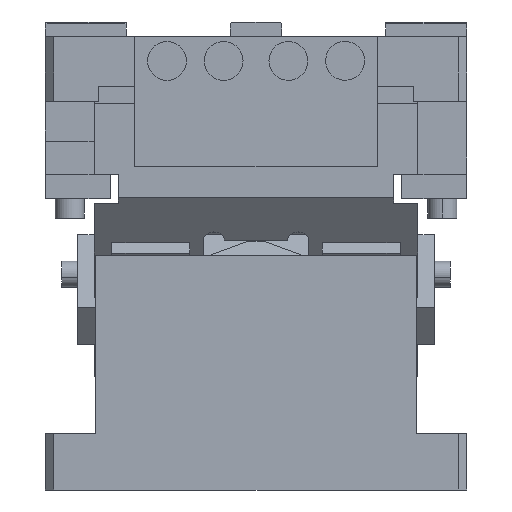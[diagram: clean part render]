
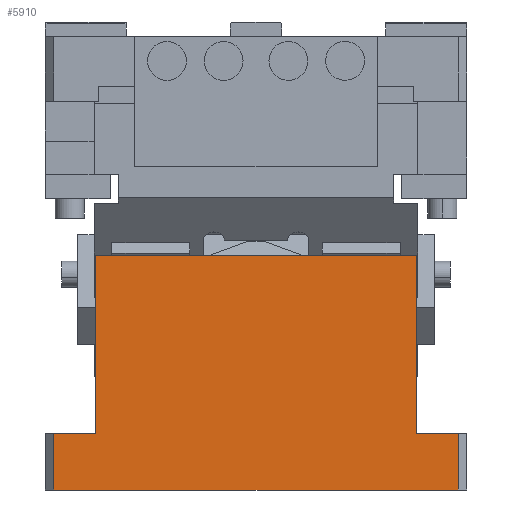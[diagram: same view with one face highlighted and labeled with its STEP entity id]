
A CAD part, left-side view. The second image highlights one B-rep face of the part: STEP entity #5910.
In plain terms, the highlighted planar face has unit normal (-1, 0, 0).
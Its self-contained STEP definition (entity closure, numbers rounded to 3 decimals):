
#5468=CARTESIAN_POINT('Vertex',(10.,99.,-135.)) ;
#5471=CARTESIAN_POINT('Line Origine',(10.,0.,-135.)) ;
#5475=CARTESIAN_POINT('Vertex',(10.,-99.,-135.)) ;
#5834=CARTESIAN_POINT('Vertex',(10.,99.,-245.)) ;
#5837=CARTESIAN_POINT('Line Origine',(10.,99.,-190.)) ;
#5855=CARTESIAN_POINT('Axis2P3D Location',(10.,130.,-280.)) ;
#5860=CARTESIAN_POINT('Line Origine',(10.,-99.,-190.)) ;
#5864=CARTESIAN_POINT('Vertex',(10.,-99.,-245.)) ;
#5867=CARTESIAN_POINT('Line Origine',(10.,112.,-245.)) ;
#5871=CARTESIAN_POINT('Vertex',(10.,125.,-245.)) ;
#5874=CARTESIAN_POINT('Line Origine',(10.,125.,-262.5)) ;
#5878=CARTESIAN_POINT('Vertex',(10.,125.,-280.)) ;
#5881=CARTESIAN_POINT('Line Origine',(10.,0.,-280.)) ;
#5885=CARTESIAN_POINT('Vertex',(10.,-125.,-280.)) ;
#5888=CARTESIAN_POINT('Line Origine',(10.,-125.,-262.5)) ;
#5892=CARTESIAN_POINT('Vertex',(10.,-125.,-245.)) ;
#5895=CARTESIAN_POINT('Line Origine',(10.,-112.,-245.)) ;
#5472=DIRECTION('Vector Direction',(0.,-1.,0.)) ;
#5838=DIRECTION('Vector Direction',(0.,0.,-1.)) ;
#5856=DIRECTION('Axis2P3D Direction',(1.,0.,0.)) ;
#5857=DIRECTION('Axis2P3D XDirection',(0.,0.,-1.)) ;
#5861=DIRECTION('Vector Direction',(0.,0.,-1.)) ;
#5868=DIRECTION('Vector Direction',(0.,-1.,0.)) ;
#5875=DIRECTION('Vector Direction',(0.,0.,-1.)) ;
#5882=DIRECTION('Vector Direction',(0.,-1.,0.)) ;
#5889=DIRECTION('Vector Direction',(0.,0.,1.)) ;
#5896=DIRECTION('Vector Direction',(0.,-1.,0.)) ;
#5858=AXIS2_PLACEMENT_3D('Plane Axis2P3D',#5855,#5856,#5857) ;
#5901=ORIENTED_EDGE('',*,*,#5866,.F.) ;
#5902=ORIENTED_EDGE('',*,*,#5477,.F.) ;
#5903=ORIENTED_EDGE('',*,*,#5841,.T.) ;
#5904=ORIENTED_EDGE('',*,*,#5873,.F.) ;
#5905=ORIENTED_EDGE('',*,*,#5880,.T.) ;
#5906=ORIENTED_EDGE('',*,*,#5887,.T.) ;
#5907=ORIENTED_EDGE('',*,*,#5894,.T.) ;
#5908=ORIENTED_EDGE('',*,*,#5899,.F.) ;
#5473=VECTOR('Line Direction',#5472,1.) ;
#5839=VECTOR('Line Direction',#5838,1.) ;
#5862=VECTOR('Line Direction',#5861,1.) ;
#5869=VECTOR('Line Direction',#5868,1.) ;
#5876=VECTOR('Line Direction',#5875,1.) ;
#5883=VECTOR('Line Direction',#5882,1.) ;
#5890=VECTOR('Line Direction',#5889,1.) ;
#5897=VECTOR('Line Direction',#5896,1.) ;
#5910=ADVANCED_FACE('CAM DRIVER',(#5909),#5859,.F.) ;
#5477=EDGE_CURVE('',#5469,#5476,#5474,.T.) ;
#5841=EDGE_CURVE('',#5469,#5835,#5840,.T.) ;
#5866=EDGE_CURVE('',#5476,#5865,#5863,.T.) ;
#5873=EDGE_CURVE('',#5872,#5835,#5870,.T.) ;
#5880=EDGE_CURVE('',#5872,#5879,#5877,.T.) ;
#5887=EDGE_CURVE('',#5879,#5886,#5884,.T.) ;
#5894=EDGE_CURVE('',#5886,#5893,#5891,.T.) ;
#5899=EDGE_CURVE('',#5865,#5893,#5898,.T.) ;
#5900=EDGE_LOOP('',(#5901,#5902,#5903,#5904,#5905,#5906,#5907,#5908)) ;
#5909=FACE_OUTER_BOUND('',#5900,.T.) ;
#5474=LINE('Line',#5471,#5473) ;
#5840=LINE('Line',#5837,#5839) ;
#5863=LINE('Line',#5860,#5862) ;
#5870=LINE('Line',#5867,#5869) ;
#5877=LINE('Line',#5874,#5876) ;
#5884=LINE('Line',#5881,#5883) ;
#5891=LINE('Line',#5888,#5890) ;
#5898=LINE('Line',#5895,#5897) ;
#5859=PLANE('Plane',#5858) ;
#5469=VERTEX_POINT('',#5468) ;
#5476=VERTEX_POINT('',#5475) ;
#5835=VERTEX_POINT('',#5834) ;
#5865=VERTEX_POINT('',#5864) ;
#5872=VERTEX_POINT('',#5871) ;
#5879=VERTEX_POINT('',#5878) ;
#5886=VERTEX_POINT('',#5885) ;
#5893=VERTEX_POINT('',#5892) ;
